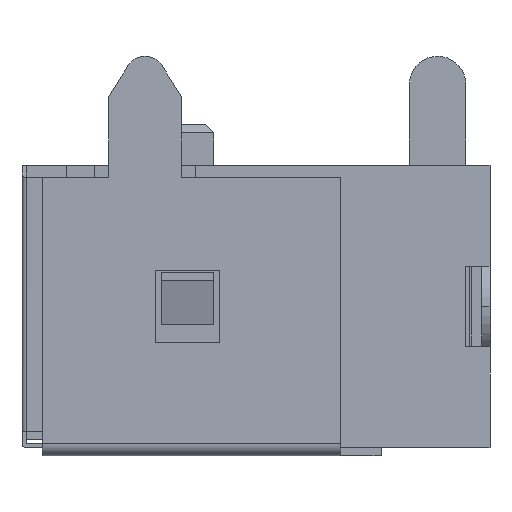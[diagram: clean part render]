
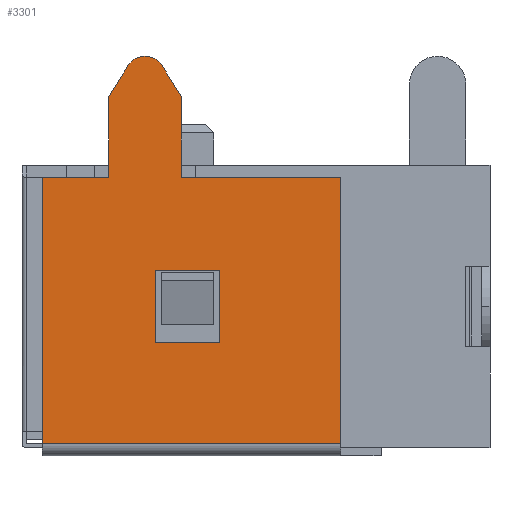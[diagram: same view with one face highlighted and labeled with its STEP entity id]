
A CAD part, left-side view. The second image highlights one B-rep face of the part: STEP entity #3301.
In plain terms, the highlighted planar face has unit normal (-1, 0, 0).
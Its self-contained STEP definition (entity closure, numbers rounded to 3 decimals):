
#549=DIRECTION('',(0.,-1.,0.));
#550=VECTOR('',#549,3.95);
#551=CARTESIAN_POINT('',(-6.25,-3.85,3.2));
#552=LINE('',#551,#550);
#557=DIRECTION('',(0.,-1.,0.));
#558=VECTOR('',#557,1.65);
#559=CARTESIAN_POINT('',(-6.25,-0.4,3.2));
#560=LINE('',#559,#558);
#569=DIRECTION('',(0.,0.,-1.));
#570=VECTOR('',#569,2.);
#571=CARTESIAN_POINT('',(-6.25,-2.05,5.2));
#572=LINE('',#571,#570);
#573=DIRECTION('',(0.,0.528,-0.849));
#574=VECTOR('',#573,0.9);
#575=CARTESIAN_POINT('',(-6.25,-2.525,5.964));
#576=LINE('',#575,#574);
#577=CARTESIAN_POINT('',(-6.25,-2.95,5.7));
#578=DIRECTION('',(-1.,0.,0.));
#579=DIRECTION('',(0.,-0.849,0.528));
#580=AXIS2_PLACEMENT_3D('',#577,#578,#579);
#582=DIRECTION('',(0.,0.528,0.849));
#583=VECTOR('',#582,0.9);
#584=CARTESIAN_POINT('',(-6.25,-3.85,5.2));
#585=LINE('',#584,#583);
#586=DIRECTION('',(0.,0.,1.));
#587=VECTOR('',#586,2.);
#588=CARTESIAN_POINT('',(-6.25,-3.85,3.2));
#589=LINE('',#588,#587);
#590=DIRECTION('',(0.,-1.,0.));
#591=VECTOR('',#590,7.4);
#592=CARTESIAN_POINT('',(-6.25,-0.4,-3.4));
#593=LINE('',#592,#591);
#594=DIRECTION('',(0.,0.,-1.));
#595=VECTOR('',#594,1.8);
#596=CARTESIAN_POINT('',(-6.25,-3.2,0.9));
#597=LINE('',#596,#595);
#598=DIRECTION('',(0.,-1.,0.));
#599=VECTOR('',#598,1.6);
#600=CARTESIAN_POINT('',(-6.25,-3.2,-0.9));
#601=LINE('',#600,#599);
#602=DIRECTION('',(0.,0.,1.));
#603=VECTOR('',#602,1.8);
#604=CARTESIAN_POINT('',(-6.25,-4.8,-0.9));
#605=LINE('',#604,#603);
#606=DIRECTION('',(0.,1.,0.));
#607=VECTOR('',#606,1.6);
#608=CARTESIAN_POINT('',(-6.25,-4.8,0.9));
#609=LINE('',#608,#607);
#1058=DIRECTION('',(0.,0.,1.));
#1059=VECTOR('',#1058,6.6);
#1060=CARTESIAN_POINT('',(-6.25,-0.4,-3.4));
#1061=LINE('',#1060,#1059);
#1486=DIRECTION('',(0.,0.,1.));
#1487=VECTOR('',#1486,6.6);
#1488=CARTESIAN_POINT('',(-6.25,-7.8,-3.4));
#1489=LINE('',#1488,#1487);
#2116=CARTESIAN_POINT('',(-6.25,-0.4,-3.4));
#2117=VERTEX_POINT('',#2116);
#2118=CARTESIAN_POINT('',(-6.25,-0.4,3.2));
#2119=VERTEX_POINT('',#2118);
#2137=CARTESIAN_POINT('',(-6.25,-7.8,-3.4));
#2139=VERTEX_POINT('',#2137);
#2140=CARTESIAN_POINT('',(-6.25,-7.8,3.2));
#2141=VERTEX_POINT('',#2140);
#2202=CARTESIAN_POINT('',(-6.25,-3.85,5.2));
#2203=CARTESIAN_POINT('',(-6.25,-3.375,5.964));
#2204=VERTEX_POINT('',#2202);
#2205=VERTEX_POINT('',#2203);
#2206=CARTESIAN_POINT('',(-6.25,-2.525,5.964));
#2207=VERTEX_POINT('',#2206);
#2208=CARTESIAN_POINT('',(-6.25,-2.05,5.2));
#2209=VERTEX_POINT('',#2208);
#2218=CARTESIAN_POINT('',(-6.25,-3.85,3.2));
#2220=VERTEX_POINT('',#2218);
#2222=CARTESIAN_POINT('',(-6.25,-2.05,3.2));
#2224=VERTEX_POINT('',#2222);
#2430=CARTESIAN_POINT('',(-6.25,-3.2,0.9));
#2431=CARTESIAN_POINT('',(-6.25,-3.2,-0.9));
#2432=VERTEX_POINT('',#2430);
#2433=VERTEX_POINT('',#2431);
#2434=CARTESIAN_POINT('',(-6.25,-4.8,-0.9));
#2435=VERTEX_POINT('',#2434);
#2436=CARTESIAN_POINT('',(-6.25,-4.8,0.9));
#2437=VERTEX_POINT('',#2436);
#3267=CARTESIAN_POINT('',(-6.25,-0.4,-3.4));
#3268=DIRECTION('',(-1.,0.,0.));
#3269=DIRECTION('',(0.,0.,1.));
#3270=AXIS2_PLACEMENT_3D('',#3267,#3268,#3269);
#3271=PLANE('',#3270);
#3272=ORIENTED_EDGE('',*,*,#3234,.T.);
#3274=ORIENTED_EDGE('',*,*,#3273,.F.);
#3276=ORIENTED_EDGE('',*,*,#3275,.F.);
#3278=ORIENTED_EDGE('',*,*,#3277,.F.);
#3280=ORIENTED_EDGE('',*,*,#3279,.F.);
#3281=ORIENTED_EDGE('',*,*,#3258,.F.);
#3282=ORIENTED_EDGE('',*,*,#3222,.T.);
#3284=ORIENTED_EDGE('',*,*,#3283,.F.);
#3286=ORIENTED_EDGE('',*,*,#3285,.F.);
#3288=ORIENTED_EDGE('',*,*,#3287,.T.);
#3289=EDGE_LOOP('',(#3272,#3274,#3276,#3278,#3280,#3281,#3282,#3284,#3286,
#3288));
#3290=FACE_OUTER_BOUND('',#3289,.F.);
#3292=ORIENTED_EDGE('',*,*,#3291,.T.);
#3294=ORIENTED_EDGE('',*,*,#3293,.T.);
#3296=ORIENTED_EDGE('',*,*,#3295,.T.);
#3298=ORIENTED_EDGE('',*,*,#3297,.T.);
#3299=EDGE_LOOP('',(#3292,#3294,#3296,#3298));
#3300=FACE_BOUND('',#3299,.F.);
#581=CIRCLE('',#580,0.5);
#3222=EDGE_CURVE('',#2220,#2141,#552,.T.);
#3234=EDGE_CURVE('',#2119,#2224,#560,.T.);
#3258=EDGE_CURVE('',#2220,#2204,#589,.T.);
#3273=EDGE_CURVE('',#2209,#2224,#572,.T.);
#3275=EDGE_CURVE('',#2207,#2209,#576,.T.);
#3277=EDGE_CURVE('',#2205,#2207,#581,.T.);
#3279=EDGE_CURVE('',#2204,#2205,#585,.T.);
#3283=EDGE_CURVE('',#2139,#2141,#1489,.T.);
#3285=EDGE_CURVE('',#2117,#2139,#593,.T.);
#3287=EDGE_CURVE('',#2117,#2119,#1061,.T.);
#3291=EDGE_CURVE('',#2432,#2433,#597,.T.);
#3293=EDGE_CURVE('',#2433,#2435,#601,.T.);
#3295=EDGE_CURVE('',#2435,#2437,#605,.T.);
#3297=EDGE_CURVE('',#2437,#2432,#609,.T.);
#3301=ADVANCED_FACE('',(#3290,#3300),#3271,.T.);
